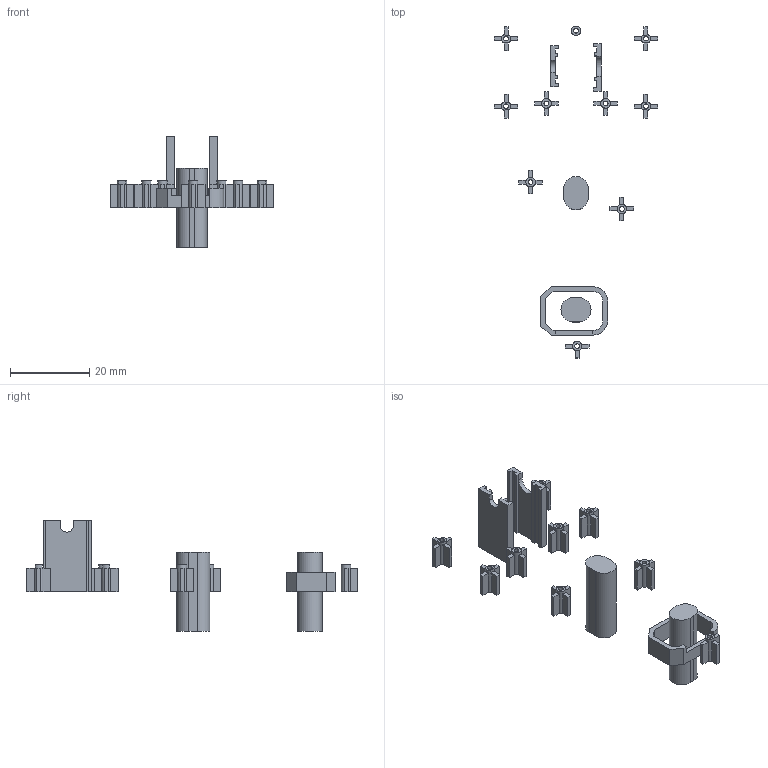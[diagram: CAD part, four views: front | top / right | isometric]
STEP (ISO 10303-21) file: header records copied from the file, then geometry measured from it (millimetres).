
FILE_DESCRIPTION(/* description */ (''),/* implementation_level */ '2;1');
FILE_NAME(/* name */ 'g304base.step',/* time_stamp */ '2022-09-07T22:39:57+08:00',/* author */ (''),/* organization */ (''),/* preprocessor_version */ 'ST-DEVELOPER v19',/* originating_system */ 'Autodesk Translation Framework v11.7.0.108',/* authorisation */ '');
FILE_SCHEMA (('AUTOMOTIVE_DESIGN { 1 0 10303 214 3 1 1 }'));
Length unit declared in the file: millimetre
Products named in the file (1): g304base
Bounding box: 41.4 x 84 x 28 mm (x, y, z)
Volume: 3057.1 mm3; surface area: 4491.8 mm2
Topology: 15 solids, 15 shells, 269 faces, 720 edges, 480 vertices
Faces by surface type: plane 235, cylinder 34
Full cylindrical faces by diameter (mm): 1.2 x10, 2.4 x6
Entity records: 8415 total; most frequent: CARTESIAN_POINT 1470, ORIENTED_EDGE 1440, DIRECTION 1398, EDGE_CURVE 720, LINE 582, VECTOR 582, VERTEX_POINT 480, AXIS2_PLACEMENT_3D 408
